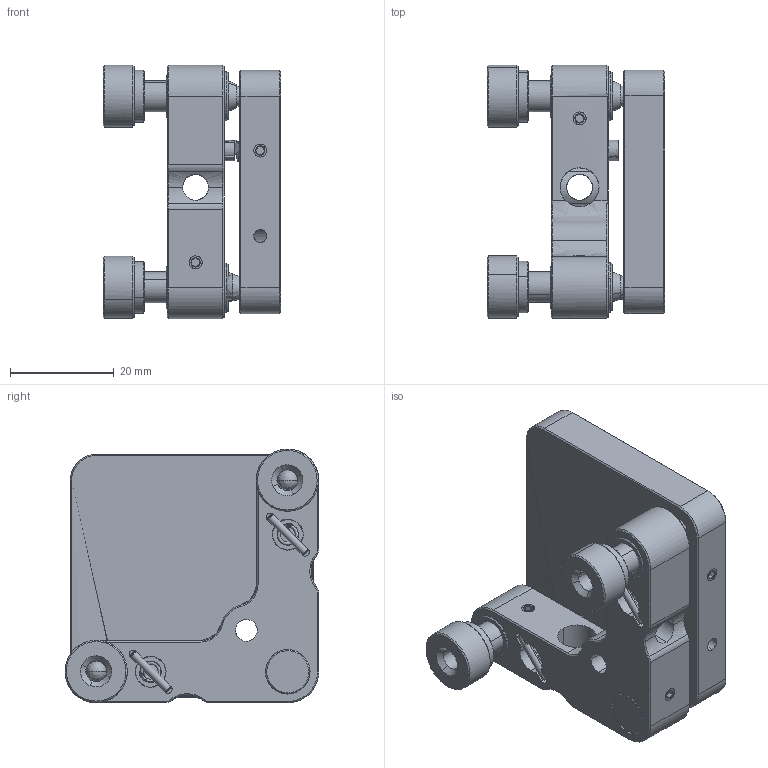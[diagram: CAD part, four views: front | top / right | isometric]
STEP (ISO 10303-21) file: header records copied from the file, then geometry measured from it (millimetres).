
FILE_DESCRIPTION (( 'STEP AP203' ), '1' );
FILE_NAME ('1.1.STEP', '2021-02-25T09:34:33', ( '' ), ( '' ), 'SwSTEP 2.0', 'SolidWorks 2020', '' );
FILE_SCHEMA (( 'CONFIG_CONTROL_DESIGN' ));
Length unit declared in the file: millimetre
Products named in the file (1): 1.1
Bounding box: 34.38 x 49 x 49 mm (x, y, z)
Surface area: 14553 mm2 (no closed solid volume)
Topology: 0 solids, 21 shells, 414 faces, 1149 edges, 723 vertices
Faces by surface type: bspline 414
Entity records: 62343 total; most frequent: CARTESIAN_POINT 56110, ORIENTED_EDGE 2047, EDGE_CURVE 1121, B_SPLINE_CURVE_WITH_KNOTS 775, VERTEX_POINT 723, EDGE_LOOP 467, ADVANCED_FACE 414, FACE_OUTER_BOUND 413
